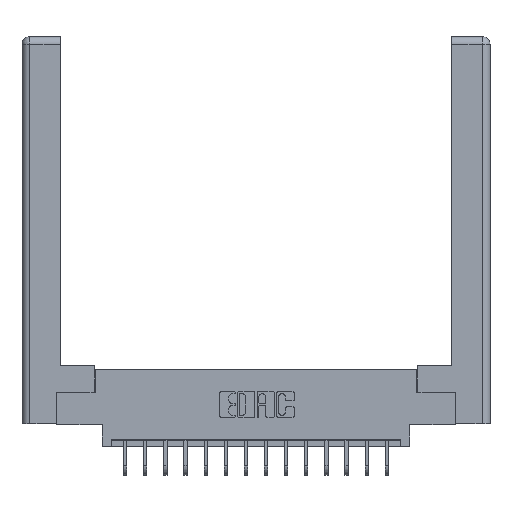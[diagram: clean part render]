
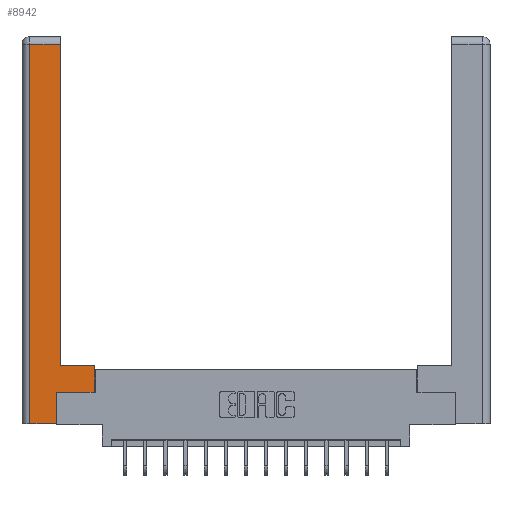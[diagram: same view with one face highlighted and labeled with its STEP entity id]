
A CAD part, top view. The second image highlights one B-rep face of the part: STEP entity #8942.
In plain terms, the highlighted planar face has unit normal (0, 0, 1).
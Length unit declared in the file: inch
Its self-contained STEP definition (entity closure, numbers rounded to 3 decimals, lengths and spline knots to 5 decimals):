
#448 = EDGE_CURVE ( 'NONE', #8717, #4588, #16221, .T. ) ;
#594 = LINE ( 'NONE', #17232, #15570 ) ;
#695 = CARTESIAN_POINT ( 'NONE',  ( 0.565, 0.45, 0. ) ) ;
#890 = CARTESIAN_POINT ( 'NONE',  ( 0.265, 0.245, 0. ) ) ;
#1424 = CARTESIAN_POINT ( 'NONE',  ( 0.295, 2.94, 0. ) ) ;
#1777 = CARTESIAN_POINT ( 'NONE',  ( 0.295, 0.45, 0. ) ) ;
#2586 = EDGE_CURVE ( 'NONE', #10333, #16915, #15233, .T. ) ;
#2662 = EDGE_CURVE ( 'NONE', #6881, #8717, #3957, .T. ) ;
#2707 = ORIENTED_EDGE ( 'NONE', *, *, #2586, .T. ) ;
#2731 = ORIENTED_EDGE ( 'NONE', *, *, #4182, .T. ) ;
#2886 = CARTESIAN_POINT ( 'NONE',  ( 0.565, 0.245, 0. ) ) ;
#2931 = VERTEX_POINT ( 'NONE', #17527 ) ;
#2940 = CARTESIAN_POINT ( 'NONE',  ( 0.295, 3., 0. ) ) ;
#3425 = DIRECTION ( 'NONE',  ( -1., 0., 0. ) ) ;
#3808 = EDGE_CURVE ( 'NONE', #4192, #10333, #15870, .T. ) ;
#3957 = LINE ( 'NONE', #12450, #11825 ) ;
#4000 = DIRECTION ( 'NONE',  ( 0., -1., 0. ) ) ;
#4144 = CARTESIAN_POINT ( 'NONE',  ( 0.565, 0.245, 0. ) ) ;
#4182 = EDGE_CURVE ( 'NONE', #6653, #2931, #6924, .T. ) ;
#4192 = VERTEX_POINT ( 'NONE', #2886 ) ;
#4588 = VERTEX_POINT ( 'NONE', #15679 ) ;
#4589 = DIRECTION ( 'NONE',  ( 0., 1., 0. ) ) ;
#4976 = CARTESIAN_POINT ( 'NONE',  ( 0.0615, 0., 0. ) ) ;
#5179 = VECTOR ( 'NONE', #14179, 39.37008 ) ;
#5185 = LINE ( 'NONE', #2940, #14843 ) ;
#5630 = DIRECTION ( 'NONE',  ( 1., 0., 0. ) ) ;
#6224 = ORIENTED_EDGE ( 'NONE', *, *, #18748, .T. ) ;
#6397 = DIRECTION ( 'NONE',  ( -1., 0., 0. ) ) ;
#6473 = DIRECTION ( 'NONE',  ( 0., 1., 0. ) ) ;
#6653 = VERTEX_POINT ( 'NONE', #1424 ) ;
#6881 = VERTEX_POINT ( 'NONE', #4976 ) ;
#6924 = LINE ( 'NONE', #11745, #14276 ) ;
#6945 = ORIENTED_EDGE ( 'NONE', *, *, #12700, .T. ) ;
#7647 = ORIENTED_EDGE ( 'NONE', *, *, #3808, .T. ) ;
#7981 = DIRECTION ( 'NONE',  ( 0., 0., -1. ) ) ;
#8440 = LINE ( 'NONE', #4144, #9132 ) ;
#8717 = VERTEX_POINT ( 'NONE', #17523 ) ;
#8810 = CARTESIAN_POINT ( 'NONE',  ( 0.295, 0.45, 0. ) ) ;
#8942 = ADVANCED_FACE ( 'NONE', ( #17316 ), #10938, .F. ) ;
#8943 = CARTESIAN_POINT ( 'NONE',  ( 0.565, 0.45, 0. ) ) ;
#9132 = VECTOR ( 'NONE', #5630, 39.37008 ) ;
#9534 = DIRECTION ( 'NONE',  ( 1., 0., 0. ) ) ;
#10333 = VERTEX_POINT ( 'NONE', #8943 ) ;
#10679 = VECTOR ( 'NONE', #6397, 39.37008 ) ;
#10938 = PLANE ( 'NONE',  #17731 ) ;
#11745 = CARTESIAN_POINT ( 'NONE',  ( 0.0615, 2.94, 0. ) ) ;
#11825 = VECTOR ( 'NONE', #9534, 39.37008 ) ;
#12017 = VECTOR ( 'NONE', #6473, 39.37008 ) ;
#12450 = CARTESIAN_POINT ( 'NONE',  ( 0.265, 0., 0. ) ) ;
#12700 = EDGE_CURVE ( 'NONE', #2931, #6881, #594, .T. ) ;
#13821 = CARTESIAN_POINT ( 'NONE',  ( 0., 0., 0. ) ) ;
#14179 = DIRECTION ( 'NONE',  ( 0., 1., 0. ) ) ;
#14276 = VECTOR ( 'NONE', #16208, 39.37008 ) ;
#14843 = VECTOR ( 'NONE', #4589, 39.37008 ) ;
#15233 = LINE ( 'NONE', #1777, #10679 ) ;
#15570 = VECTOR ( 'NONE', #4000, 39.37008 ) ;
#15679 = CARTESIAN_POINT ( 'NONE',  ( 0.265, 0.245, 0. ) ) ;
#15775 = EDGE_LOOP ( 'NONE', ( #6224, #2731, #6945, #18689, #16500, #17284, #7647, #2707 ) ) ;
#15870 = LINE ( 'NONE', #695, #12017 ) ;
#16208 = DIRECTION ( 'NONE',  ( -1., 0., 0. ) ) ;
#16221 = LINE ( 'NONE', #890, #5179 ) ;
#16500 = ORIENTED_EDGE ( 'NONE', *, *, #448, .T. ) ;
#16915 = VERTEX_POINT ( 'NONE', #8810 ) ;
#17232 = CARTESIAN_POINT ( 'NONE',  ( 0.0615, 0., 0. ) ) ;
#17284 = ORIENTED_EDGE ( 'NONE', *, *, #18830, .T. ) ;
#17316 = FACE_OUTER_BOUND ( 'NONE', #15775, .T. ) ;
#17523 = CARTESIAN_POINT ( 'NONE',  ( 0.265, 0., 0. ) ) ;
#17527 = CARTESIAN_POINT ( 'NONE',  ( 0.0615, 2.94, 0. ) ) ;
#17731 = AXIS2_PLACEMENT_3D ( 'NONE', #13821, #7981, #3425 ) ;
#18689 = ORIENTED_EDGE ( 'NONE', *, *, #2662, .T. ) ;
#18748 = EDGE_CURVE ( 'NONE', #16915, #6653, #5185, .T. ) ;
#18830 = EDGE_CURVE ( 'NONE', #4588, #4192, #8440, .T. ) ;
